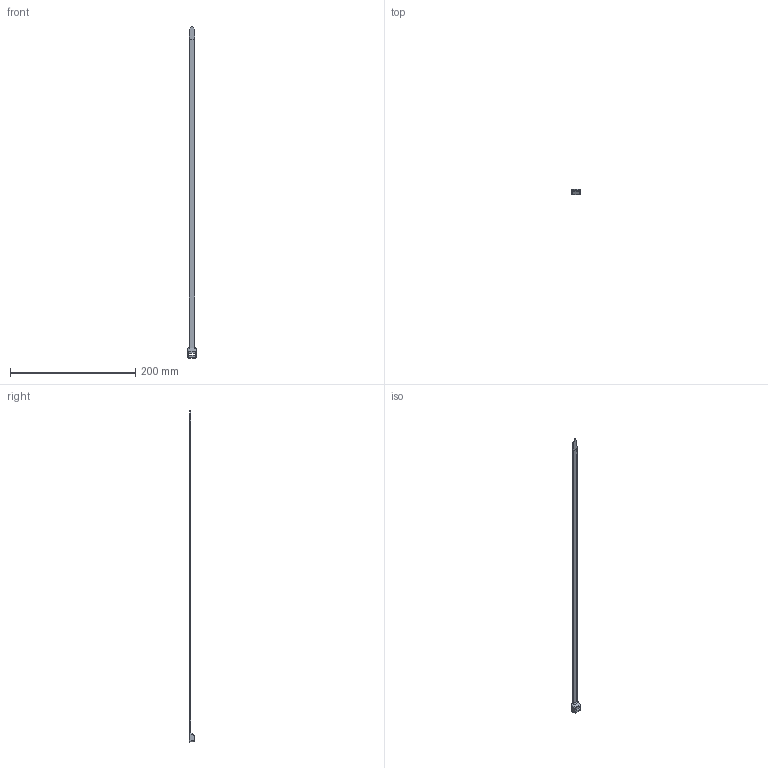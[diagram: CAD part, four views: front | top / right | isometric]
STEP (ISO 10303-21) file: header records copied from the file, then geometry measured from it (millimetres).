
FILE_DESCRIPTION(/* description */ (''),/* implementation_level */ '2;1');
FILE_NAME(/* name */ 'PANDUIT_PLT6H.stp',/* time_stamp */ '2016-11-14T11:07:20-06:00',/* author */ (''),/* organization */ (''),/* preprocessor_version */ 'ST-DEVELOPER v15',/* originating_system */ 'SIEMENS PLM Software NX 8.5',/* authorisation */ '');
FILE_SCHEMA (('AP203_CONFIGURATION_CONTROLLED_3D_DESIGN_OF_MECHANICAL_PARTS_AND_ASSEMBLIES_MIM_LF { 1 0 10303 403 2 1 2}'));
Length unit declared in the file: inch
Products named in the file (1): bwg2A54A4B5n4d3
Bounding box: 14.22 x 8.64 x 529.41 mm (x, y, z)
Volume: 10035.2 mm3; surface area: 11586.5 mm2
Topology: 1 solids, 1 shells, 113 faces, 277 edges, 165 vertices
Faces by surface type: plane 52, cylinder 36, bspline 17, torus 5, cone 3
Entity records: 3601 total; most frequent: CARTESIAN_POINT 959, ORIENTED_EDGE 552, DIRECTION 513, EDGE_CURVE 276, AXIS2_PLACEMENT_3D 183, VERTEX_POINT 165, LINE 147, VECTOR 147
